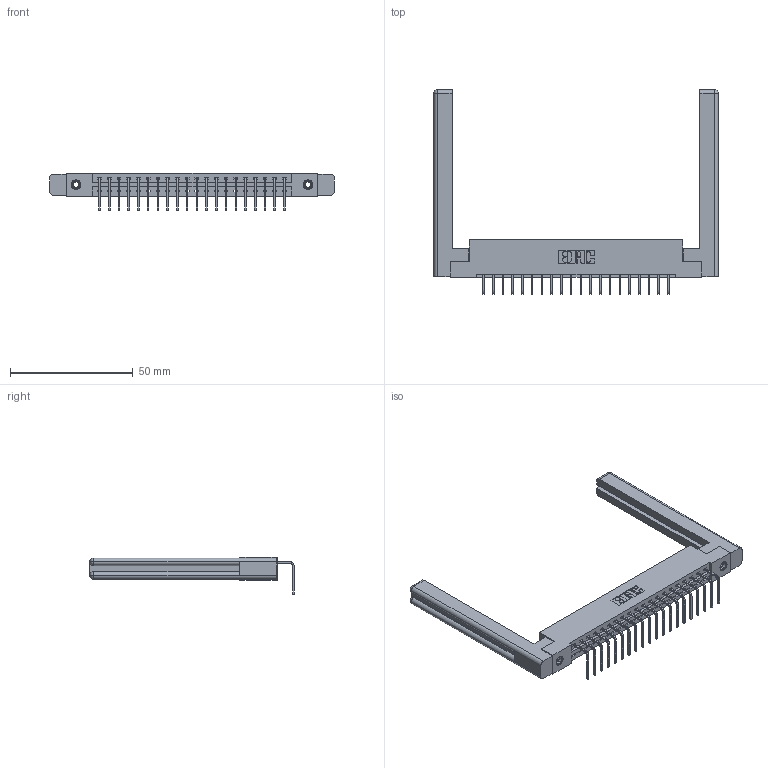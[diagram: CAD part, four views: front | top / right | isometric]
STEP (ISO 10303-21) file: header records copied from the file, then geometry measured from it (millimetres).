
FILE_DESCRIPTION (( 'STEP AP203' ), '1' );
FILE_NAME ('387-020-558-158.STEP', '2019-10-07T17:47:23', ( '' ), ( '' ), 'SwSTEP 2.0', 'SolidWorks 2016', '' );
FILE_SCHEMA (( 'CONFIG_CONTROL_DESIGN' ));
Length unit declared in the file: inch
Products named in the file (5): 337 Part_Flush Mounting Lugs - 0.156 Dia-TI; 387-020-558-158; 345-292-001_558 Tail - 2; 345-250-001_345-250-001-102; 307-220-058
Assembly tree (25 placements, depth 2):
  387-020-558-158
    337 Part_Flush Mounting Lugs - 0.156 Dia-TI
    345-292-001_558 Tail - 2  x20
    345-250-001_345-250-001-102  x2
    307-220-058  x2
Bounding box: 115.87 x 83.25 x 15.37 mm (x, y, z)
Volume: 18996.7 mm3; surface area: 17729.6 mm2
Topology: 25 solids, 25 shells, 1536 faces, 4545 edges, 2990 vertices
Faces by surface type: plane 1114, cylinder 398, cone 12, torus 12
Entity records: 20430 total; most frequent: CARTESIAN_POINT 3557, ORIENTED_EDGE 3452, DIRECTION 3058, EDGE_CURVE 1726, VECTOR 1550, LINE 1550, VERTEX_POINT 1142, AXIS2_PLACEMENT_3D 754
